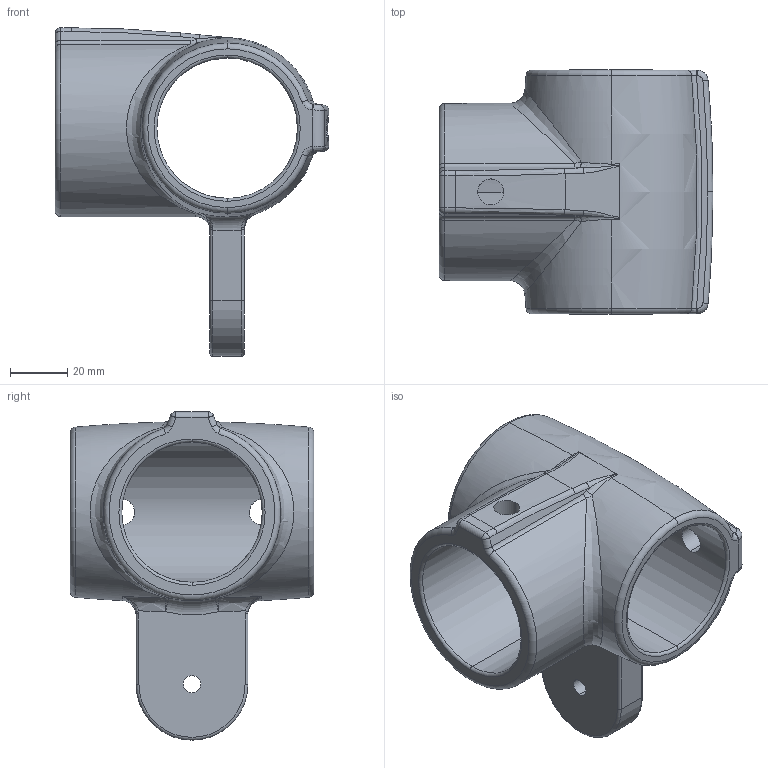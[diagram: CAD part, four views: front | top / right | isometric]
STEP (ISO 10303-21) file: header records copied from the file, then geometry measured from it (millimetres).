
FILE_DESCRIPTION (( 'STEP AP203' ), '1' );
FILE_NAME ('T194025.STEP', '2018-07-04T15:24:29', ( '' ), ( '' ), 'SwSTEP 2.0', 'SolidWorks 2016', '' );
FILE_SCHEMA (( 'CONFIG_CONTROL_DESIGN' ));
Length unit declared in the file: millimetre
Products named in the file (1): T194025
Bounding box: 95.5 x 85 x 114.5 mm (x, y, z)
Volume: 147149.9 mm3; surface area: 45874.6 mm2
Topology: 1 solids, 1 shells, 117 faces, 279 edges, 154 vertices
Faces by surface type: cylinder 37, bspline 36, torus 25, plane 15, sphere 4
Entity records: 5485 total; most frequent: CARTESIAN_POINT 3013, ORIENTED_EDGE 542, DIRECTION 462, EDGE_CURVE 271, AXIS2_PLACEMENT_3D 201, VERTEX_POINT 154, EDGE_LOOP 127, CIRCLE 119
